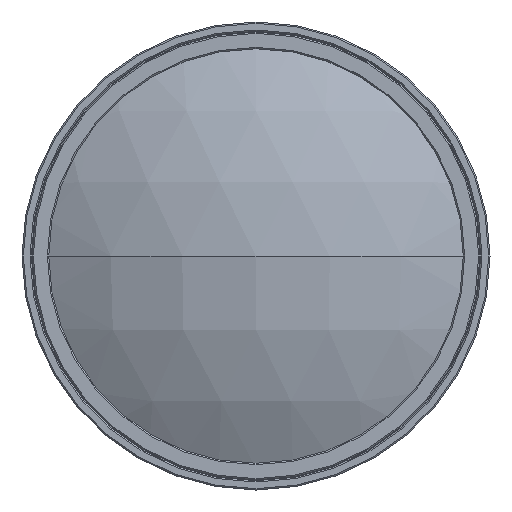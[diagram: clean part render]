
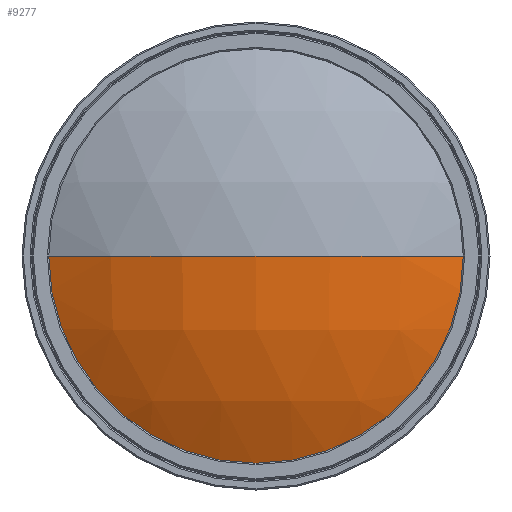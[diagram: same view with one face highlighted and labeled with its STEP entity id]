
A CAD part, left-side view. The second image highlights one B-rep face of the part: STEP entity #9277.
In plain terms, the highlighted spherical face has radius 64.444 mm.
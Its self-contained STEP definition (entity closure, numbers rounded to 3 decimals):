
#9277 = ADVANCED_FACE('',(#9278),#9316,.T.);
#9278 = FACE_BOUND('',#9279,.T.);
#9279 = EDGE_LOOP('',(#9280,#9291,#9300,#9309));
#9280 = ORIENTED_EDGE('',*,*,#9281,.F.);
#9281 = EDGE_CURVE('',#9282,#9284,#9286,.T.);
#9282 = VERTEX_POINT('',#9283);
#9283 = CARTESIAN_POINT('',(340.293,-279.162,0.));
#9284 = VERTEX_POINT('',#9285);
#9285 = CARTESIAN_POINT('',(331.9,-310.962,0.));
#9286 = CIRCLE('',#9287,64.444);
#9287 = AXIS2_PLACEMENT_3D('',#9288,#9289,#9290);
#9288 = CARTESIAN_POINT('',(396.345,-310.962,0.));
#9289 = DIRECTION('',(0.,0.,1.));
#9290 = DIRECTION('',(-0.87,0.493,0.));
#9291 = ORIENTED_EDGE('',*,*,#9292,.T.);
#9292 = EDGE_CURVE('',#9282,#9293,#9295,.T.);
#9293 = VERTEX_POINT('',#9294);
#9294 = CARTESIAN_POINT('',(340.293,-310.962,-31.8));
#9295 = CIRCLE('',#9296,31.8);
#9296 = AXIS2_PLACEMENT_3D('',#9297,#9298,#9299);
#9297 = CARTESIAN_POINT('',(340.293,-310.962,0.));
#9298 = DIRECTION('',(-1.,0.,0.));
#9299 = DIRECTION('',(0.,1.,0.));
#9300 = ORIENTED_EDGE('',*,*,#9301,.T.);
#9301 = EDGE_CURVE('',#9293,#9302,#9304,.T.);
#9302 = VERTEX_POINT('',#9303);
#9303 = CARTESIAN_POINT('',(340.293,-342.762,0.));
#9304 = CIRCLE('',#9305,31.8);
#9305 = AXIS2_PLACEMENT_3D('',#9306,#9307,#9308);
#9306 = CARTESIAN_POINT('',(340.293,-310.962,0.));
#9307 = DIRECTION('',(-1.,0.,0.));
#9308 = DIRECTION('',(0.,0.,-1.));
#9309 = ORIENTED_EDGE('',*,*,#9310,.T.);
#9310 = EDGE_CURVE('',#9302,#9284,#9311,.T.);
#9311 = CIRCLE('',#9312,64.444);
#9312 = AXIS2_PLACEMENT_3D('',#9313,#9314,#9315);
#9313 = CARTESIAN_POINT('',(396.345,-310.962,0.));
#9314 = DIRECTION('',(0.,0.,-1.));
#9315 = DIRECTION('',(-0.87,-0.493,-0.));
#9316 = SPHERICAL_SURFACE('',#9317,64.444);
#9317 = AXIS2_PLACEMENT_3D('',#9318,#9319,#9320);
#9318 = CARTESIAN_POINT('',(396.345,-310.962,0.));
#9319 = DIRECTION('',(0.,0.,1.));
#9320 = DIRECTION('',(0.,1.,0.));
